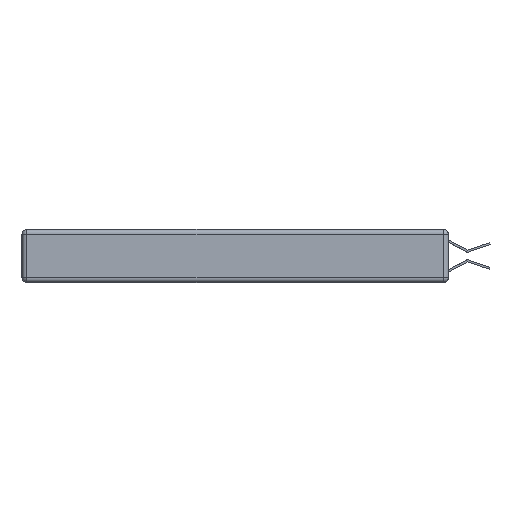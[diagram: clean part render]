
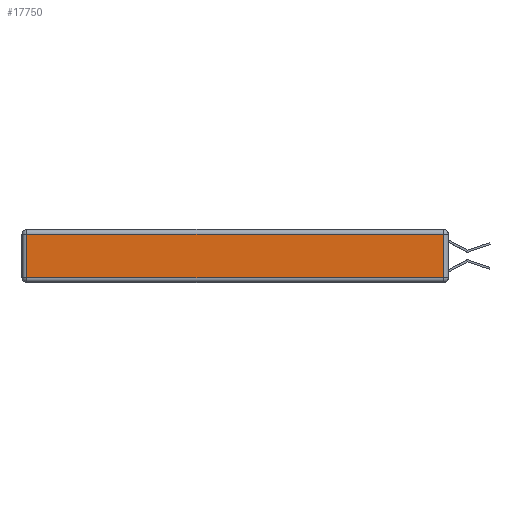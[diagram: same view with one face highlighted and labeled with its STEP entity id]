
A CAD part, left-side view. The second image highlights one B-rep face of the part: STEP entity #17750.
In plain terms, the highlighted planar face has unit normal (-1, 0, 0).
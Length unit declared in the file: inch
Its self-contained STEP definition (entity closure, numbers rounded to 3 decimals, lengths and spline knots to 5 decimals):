
#22 = VECTOR ( 'NONE', #523, 39.37008 ) ;
#463 = VECTOR ( 'NONE', #12386, 39.37008 ) ;
#483 = VECTOR ( 'NONE', #14827, 39.37008 ) ;
#523 = DIRECTION ( 'NONE',  ( 0., 1., 0. ) ) ;
#2625 = VERTEX_POINT ( 'NONE', #15238 ) ;
#2642 = CARTESIAN_POINT ( 'NONE',  ( 0., 2.72, -0.03 ) ) ;
#3709 = VERTEX_POINT ( 'NONE', #18217 ) ;
#5117 = CARTESIAN_POINT ( 'NONE',  ( 0., 2.75, -0.03 ) ) ;
#5657 = CARTESIAN_POINT ( 'NONE',  ( 0., 0., -0.313 ) ) ;
#6083 = CARTESIAN_POINT ( 'NONE',  ( 0., 2.72, -0.343 ) ) ;
#6874 = ORIENTED_EDGE ( 'NONE', *, *, #12304, .T. ) ;
#7175 = EDGE_CURVE ( 'NONE', #12523, #3709, #12071, .T. ) ;
#7429 = CARTESIAN_POINT ( 'NONE',  ( 0., 0., -0.343 ) ) ;
#10389 = LINE ( 'NONE', #5657, #483 ) ;
#10711 = VECTOR ( 'NONE', #13818, 39.37008 ) ;
#10730 = EDGE_CURVE ( 'NONE', #18671, #2625, #11437, .T. ) ;
#10988 = ORIENTED_EDGE ( 'NONE', *, *, #7175, .T. ) ;
#11437 = LINE ( 'NONE', #18534, #10711 ) ;
#11720 = FACE_OUTER_BOUND ( 'NONE', #19165, .T. ) ;
#11842 = DIRECTION ( 'NONE',  ( -1., 0., 0. ) ) ;
#11875 = LINE ( 'NONE', #5117, #22 ) ;
#12049 = PLANE ( 'NONE',  #13996 ) ;
#12071 = LINE ( 'NONE', #6083, #463 ) ;
#12209 = ORIENTED_EDGE ( 'NONE', *, *, #12373, .T. ) ;
#12304 = EDGE_CURVE ( 'NONE', #2625, #12523, #11875, .T. ) ;
#12373 = EDGE_CURVE ( 'NONE', #3709, #18671, #10389, .T. ) ;
#12386 = DIRECTION ( 'NONE',  ( 0., 0., -1. ) ) ;
#12523 = VERTEX_POINT ( 'NONE', #2642 ) ;
#13818 = DIRECTION ( 'NONE',  ( 0., 0., 1. ) ) ;
#13996 = AXIS2_PLACEMENT_3D ( 'NONE', #7429, #11842, #19504 ) ;
#14827 = DIRECTION ( 'NONE',  ( 0., -1., 0. ) ) ;
#14978 = ORIENTED_EDGE ( 'NONE', *, *, #10730, .T. ) ;
#15238 = CARTESIAN_POINT ( 'NONE',  ( 0., 0.03, -0.03 ) ) ;
#17750 = ADVANCED_FACE ( 'NONE', ( #11720 ), #12049, .T. ) ;
#18217 = CARTESIAN_POINT ( 'NONE',  ( 0., 2.72, -0.313 ) ) ;
#18240 = CARTESIAN_POINT ( 'NONE',  ( 0., 0.03, -0.313 ) ) ;
#18534 = CARTESIAN_POINT ( 'NONE',  ( 0., 0.03, -0.343 ) ) ;
#18671 = VERTEX_POINT ( 'NONE', #18240 ) ;
#19165 = EDGE_LOOP ( 'NONE', ( #12209, #14978, #6874, #10988 ) ) ;
#19504 = DIRECTION ( 'NONE',  ( 0., 0., 1. ) ) ;
